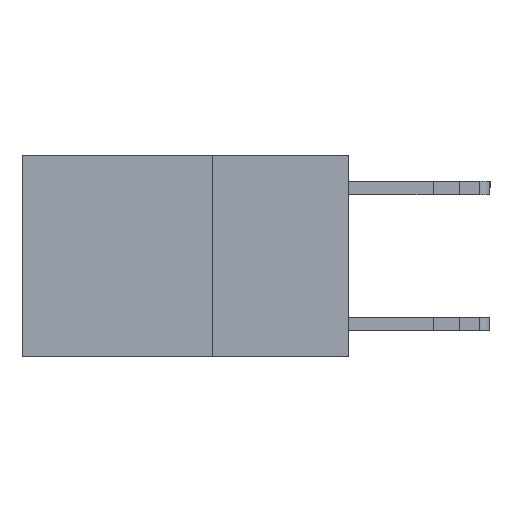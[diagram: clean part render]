
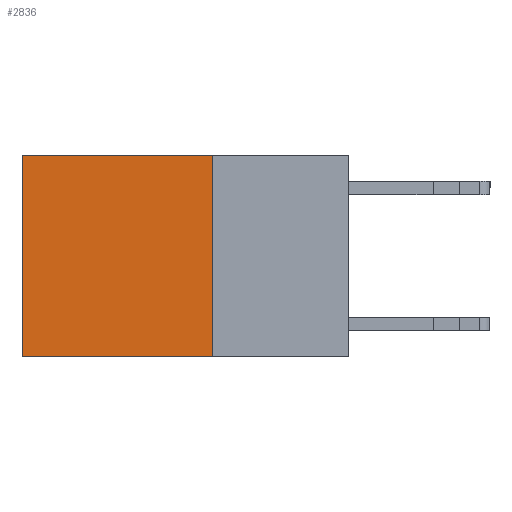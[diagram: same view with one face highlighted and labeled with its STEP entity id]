
A CAD part, left-side view. The second image highlights one B-rep face of the part: STEP entity #2836.
In plain terms, the highlighted planar face has unit normal (-1, 0, 0).
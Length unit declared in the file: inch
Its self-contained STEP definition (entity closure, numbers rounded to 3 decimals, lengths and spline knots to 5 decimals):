
#1166 = VERTEX_POINT ( 'NONE', #4020 ) ;
#1748 = DIRECTION ( 'NONE',  ( 0., 0., -1. ) ) ;
#2068 = VERTEX_POINT ( 'NONE', #6037 ) ;
#2836 = ADVANCED_FACE ( 'NONE', ( #16897 ), #13226, .F. ) ;
#2842 = VECTOR ( 'NONE', #5482, 39.37008 ) ;
#3190 = CARTESIAN_POINT ( 'NONE',  ( 0.2625, 0.6, 0. ) ) ;
#3918 = DIRECTION ( 'NONE',  ( 0., 0., -1. ) ) ;
#4020 = CARTESIAN_POINT ( 'NONE',  ( 0.2625, 0.25, 0. ) ) ;
#4181 = ORIENTED_EDGE ( 'NONE', *, *, #13505, .T. ) ;
#5052 = EDGE_CURVE ( 'NONE', #12948, #2068, #20418, .T. ) ;
#5482 = DIRECTION ( 'NONE',  ( 0., 1., 0. ) ) ;
#6037 = CARTESIAN_POINT ( 'NONE',  ( 0.2625, 0.6, -0.37 ) ) ;
#7587 = CARTESIAN_POINT ( 'NONE',  ( 0.2625, 0.25, 0. ) ) ;
#8081 = CARTESIAN_POINT ( 'NONE',  ( 0.2625, 0.25, -0.37 ) ) ;
#10886 = DIRECTION ( 'NONE',  ( 0., 1., 0. ) ) ;
#11115 = CARTESIAN_POINT ( 'NONE',  ( 0.2625, 0.6, 0. ) ) ;
#11335 = VECTOR ( 'NONE', #10886, 39.37008 ) ;
#12208 = AXIS2_PLACEMENT_3D ( 'NONE', #7587, #20469, #13114 ) ;
#12865 = EDGE_CURVE ( 'NONE', #19810, #2068, #16279, .T. ) ;
#12866 = VECTOR ( 'NONE', #3918, 39.37008 ) ;
#12948 = VERTEX_POINT ( 'NONE', #3190 ) ;
#13107 = CARTESIAN_POINT ( 'NONE',  ( 0.2625, 0.25, 0. ) ) ;
#13114 = DIRECTION ( 'NONE',  ( 0., 0., -1. ) ) ;
#13226 = PLANE ( 'NONE',  #12208 ) ;
#13505 = EDGE_CURVE ( 'NONE', #1166, #12948, #20349, .T. ) ;
#13627 = EDGE_LOOP ( 'NONE', ( #24201, #16980, #20696, #4181 ) ) ;
#15324 = VECTOR ( 'NONE', #1748, 39.37008 ) ;
#16279 = LINE ( 'NONE', #21924, #11335 ) ;
#16897 = FACE_OUTER_BOUND ( 'NONE', #13627, .T. ) ;
#16947 = CARTESIAN_POINT ( 'NONE',  ( 0.2625, 0.25, 0. ) ) ;
#16980 = ORIENTED_EDGE ( 'NONE', *, *, #12865, .F. ) ;
#18795 = LINE ( 'NONE', #16947, #12866 ) ;
#19810 = VERTEX_POINT ( 'NONE', #8081 ) ;
#20349 = LINE ( 'NONE', #13107, #2842 ) ;
#20418 = LINE ( 'NONE', #11115, #15324 ) ;
#20469 = DIRECTION ( 'NONE',  ( 1., 0., 0. ) ) ;
#20696 = ORIENTED_EDGE ( 'NONE', *, *, #23575, .F. ) ;
#21924 = CARTESIAN_POINT ( 'NONE',  ( 0.2625, 0.25, -0.37 ) ) ;
#23575 = EDGE_CURVE ( 'NONE', #1166, #19810, #18795, .T. ) ;
#24201 = ORIENTED_EDGE ( 'NONE', *, *, #5052, .T. ) ;
